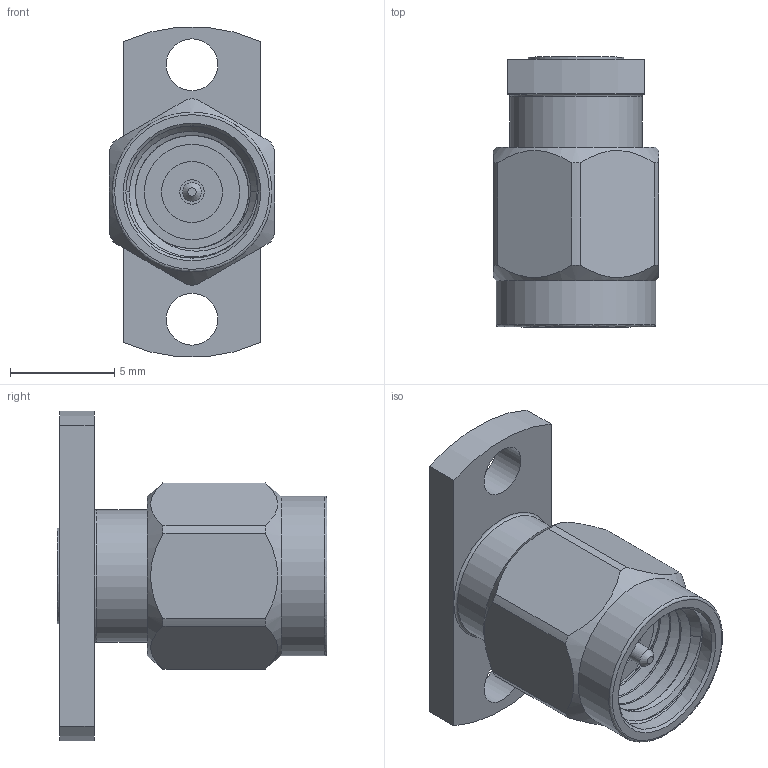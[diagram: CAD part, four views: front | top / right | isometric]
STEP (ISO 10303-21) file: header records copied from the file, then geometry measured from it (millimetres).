
FILE_DESCRIPTION (( 'STEP AP203' ), '1' );
FILE_NAME ('PE44232.step', '2019-10-16T15:18:57', ( '' ), ( '' ), 'SwSTEP 2.0', 'SolidWorks 2018', '' );
FILE_SCHEMA (( 'CONFIG_CONTROL_DESIGN' ));
Length unit declared in the file: inch
Products named in the file (1): PE44232
Bounding box: 7.94 x 12.95 x 15.82 mm (x, y, z)
Volume: 501.2 mm3; surface area: 944.1 mm2
Topology: 1 solids, 1 shells, 61 faces, 142 edges, 93 vertices
Faces by surface type: cylinder 26, plane 23, cone 7, bspline 4, torus 1
Full cylindrical faces by diameter (mm): 0.254 x1, 0.508 x1, 0.914 x1, 1.168 x1, 1.473 x1, 2.489 x2, 2.92 x1, 4.572 x2, 6.35 x7, 7.671 x1
Entity records: 2641 total; most frequent: CARTESIAN_POINT 1428, DIRECTION 234, ORIENTED_EDGE 202, AXIS2_PLACEMENT_3D 103, EDGE_CURVE 101, EDGE_LOOP 90, VERTEX_POINT 77, FACE_OUTER_BOUND 71
